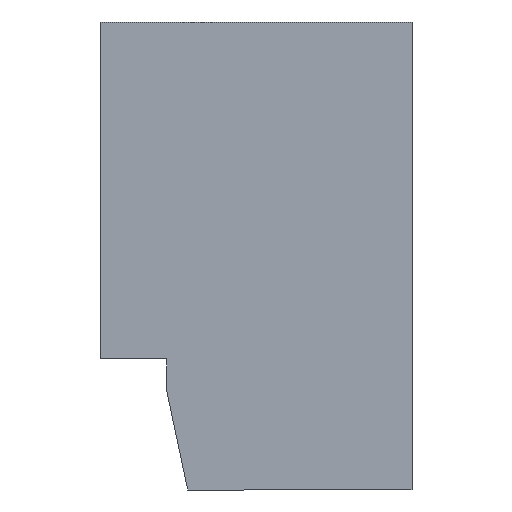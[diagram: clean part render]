
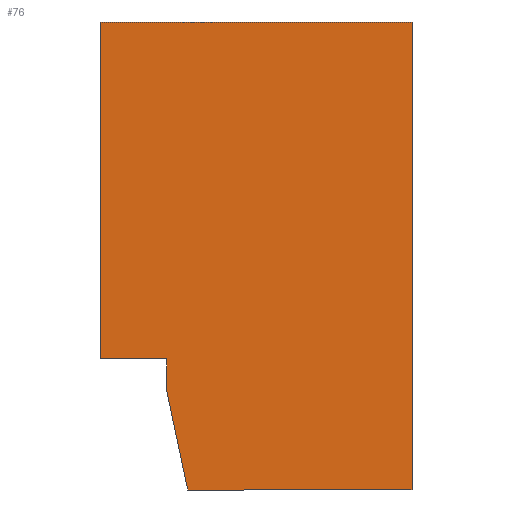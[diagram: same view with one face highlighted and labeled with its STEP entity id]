
A CAD part, front view. The second image highlights one B-rep face of the part: STEP entity #76.
In plain terms, the highlighted planar face has unit normal (0, -1, 0).
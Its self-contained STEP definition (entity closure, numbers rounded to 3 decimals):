
#25 = VERTEX_POINT ( 'NONE', #232 ) ;
#33 = ORIENTED_EDGE ( 'NONE', *, *, #328, .F. ) ;
#76 = ADVANCED_FACE ( 'NONE', ( #483 ), #170, .F. ) ;
#79 = ORIENTED_EDGE ( 'NONE', *, *, #113, .F. ) ;
#80 = VECTOR ( 'NONE', #166, 1000. ) ;
#94 = CARTESIAN_POINT ( 'NONE',  ( 22.75, -50., 3. ) ) ;
#95 = LINE ( 'NONE', #94, #429 ) ;
#96 = VECTOR ( 'NONE', #179, 1000. ) ;
#99 = CARTESIAN_POINT ( 'NONE',  ( 2.75, -50., 33. ) ) ;
#113 = EDGE_CURVE ( 'NONE', #25, #188, #95, .T. ) ;
#141 = EDGE_CURVE ( 'NONE', #475, #248, #442, .T. ) ;
#145 = VERTEX_POINT ( 'NONE', #325 ) ;
#147 = CARTESIAN_POINT ( 'NONE',  ( 2.75, -50., 11.4 ) ) ;
#163 = CARTESIAN_POINT ( 'NONE',  ( 22.75, -50., 3. ) ) ;
#166 = DIRECTION ( 'NONE',  ( 0., 0., 1. ) ) ;
#168 = DIRECTION ( 'NONE',  ( 0., 0., -1. ) ) ;
#170 = PLANE ( 'NONE',  #361 ) ;
#179 = DIRECTION ( 'NONE',  ( 0., 0., -1. ) ) ;
#182 = CARTESIAN_POINT ( 'NONE',  ( 2.75, -50., 3. ) ) ;
#188 = VERTEX_POINT ( 'NONE', #400 ) ;
#193 = LINE ( 'NONE', #468, #323 ) ;
#200 = VECTOR ( 'NONE', #351, 1000. ) ;
#205 = VERTEX_POINT ( 'NONE', #99 ) ;
#207 = DIRECTION ( 'NONE',  ( 0., 1., 0. ) ) ;
#218 = EDGE_CURVE ( 'NONE', #205, #260, #460, .T. ) ;
#227 = ORIENTED_EDGE ( 'NONE', *, *, #462, .T. ) ;
#232 = CARTESIAN_POINT ( 'NONE',  ( 22.75, -50., 33. ) ) ;
#238 = LINE ( 'NONE', #503, #200 ) ;
#241 = EDGE_CURVE ( 'NONE', #260, #248, #290, .T. ) ;
#246 = ORIENTED_EDGE ( 'NONE', *, *, #383, .T. ) ;
#248 = VERTEX_POINT ( 'NONE', #295 ) ;
#260 = VERTEX_POINT ( 'NONE', #147 ) ;
#268 = CARTESIAN_POINT ( 'NONE',  ( 22.75, -50., 3. ) ) ;
#290 = LINE ( 'NONE', #496, #447 ) ;
#295 = CARTESIAN_POINT ( 'NONE',  ( 7.021, -50., 11.4 ) ) ;
#305 = DIRECTION ( 'NONE',  ( -1., 0., 0. ) ) ;
#323 = VECTOR ( 'NONE', #342, 1000. ) ;
#325 = CARTESIAN_POINT ( 'NONE',  ( 8.368, -50., 3. ) ) ;
#326 = CARTESIAN_POINT ( 'NONE',  ( 7.021, -50., 11.4 ) ) ;
#328 = EDGE_CURVE ( 'NONE', #188, #145, #427, .T. ) ;
#342 = DIRECTION ( 'NONE',  ( -1., 0., 0. ) ) ;
#351 = DIRECTION ( 'NONE',  ( 0.206, 0., -0.979 ) ) ;
#361 = AXIS2_PLACEMENT_3D ( 'NONE', #163, #207, #476 ) ;
#368 = DIRECTION ( 'NONE',  ( 1., 0., 0. ) ) ;
#369 = EDGE_LOOP ( 'NONE', ( #461, #489, #246, #33, #79, #227, #497 ) ) ;
#379 = VECTOR ( 'NONE', #305, 1000. ) ;
#383 = EDGE_CURVE ( 'NONE', #475, #145, #238, .T. ) ;
#400 = CARTESIAN_POINT ( 'NONE',  ( 22.75, -50., 3. ) ) ;
#427 = LINE ( 'NONE', #268, #379 ) ;
#429 = VECTOR ( 'NONE', #168, 1000. ) ;
#442 = LINE ( 'NONE', #326, #80 ) ;
#447 = VECTOR ( 'NONE', #368, 1000. ) ;
#460 = LINE ( 'NONE', #182, #96 ) ;
#461 = ORIENTED_EDGE ( 'NONE', *, *, #241, .T. ) ;
#462 = EDGE_CURVE ( 'NONE', #25, #205, #193, .T. ) ;
#464 = CARTESIAN_POINT ( 'NONE',  ( 7.021, -50., 9.4 ) ) ;
#468 = CARTESIAN_POINT ( 'NONE',  ( 22.75, -50., 33. ) ) ;
#475 = VERTEX_POINT ( 'NONE', #464 ) ;
#476 = DIRECTION ( 'NONE',  ( 0., 0., 1. ) ) ;
#483 = FACE_OUTER_BOUND ( 'NONE', #369, .T. ) ;
#489 = ORIENTED_EDGE ( 'NONE', *, *, #141, .F. ) ;
#496 = CARTESIAN_POINT ( 'NONE',  ( 5.789, -50., 11.4 ) ) ;
#497 = ORIENTED_EDGE ( 'NONE', *, *, #218, .T. ) ;
#503 = CARTESIAN_POINT ( 'NONE',  ( 8.368, -50., 3. ) ) ;
